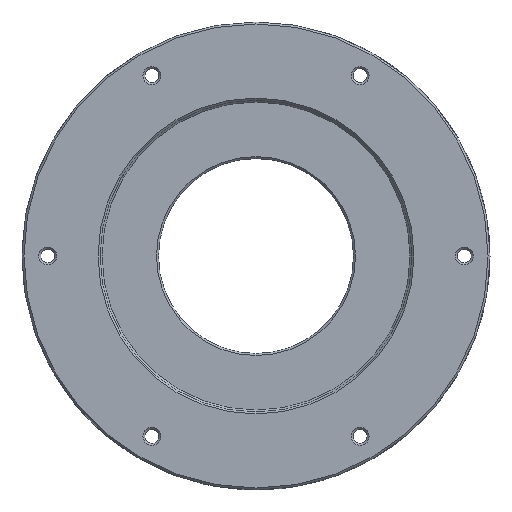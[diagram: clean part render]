
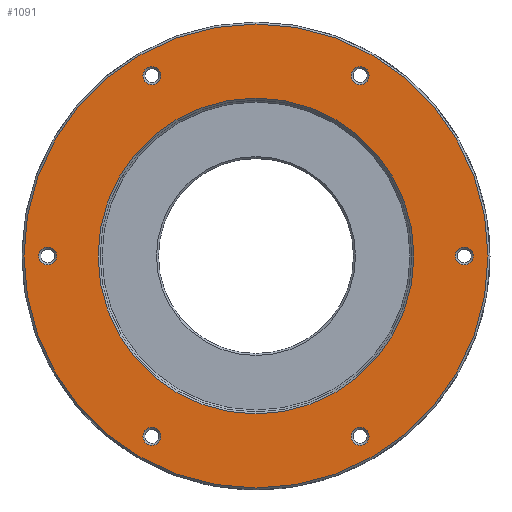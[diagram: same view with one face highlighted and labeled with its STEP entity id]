
A CAD part, top view. The second image highlights one B-rep face of the part: STEP entity #1091.
In plain terms, the highlighted planar face has unit normal (0, 0, 1).
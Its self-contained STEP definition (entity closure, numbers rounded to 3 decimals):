
#73=CIRCLE('',#1199,20.25);
#75=CIRCLE('',#1202,1.15);
#77=CIRCLE('',#1205,1.15);
#79=CIRCLE('',#1208,1.15);
#81=CIRCLE('',#1211,1.15);
#83=CIRCLE('',#1214,1.15);
#85=CIRCLE('',#1217,1.15);
#93=CIRCLE('',#1229,29.75);
#291=ORIENTED_EDGE('',*,*,#494,.T.);
#292=ORIENTED_EDGE('',*,*,#496,.T.);
#293=ORIENTED_EDGE('',*,*,#498,.T.);
#294=ORIENTED_EDGE('',*,*,#500,.T.);
#295=ORIENTED_EDGE('',*,*,#502,.T.);
#296=ORIENTED_EDGE('',*,*,#492,.T.);
#297=ORIENTED_EDGE('',*,*,#515,.T.);
#298=ORIENTED_EDGE('',*,*,#490,.T.);
#490=EDGE_CURVE('',#614,#614,#73,.T.);
#492=EDGE_CURVE('',#616,#616,#75,.T.);
#494=EDGE_CURVE('',#618,#618,#77,.T.);
#496=EDGE_CURVE('',#620,#620,#79,.T.);
#498=EDGE_CURVE('',#622,#622,#81,.T.);
#500=EDGE_CURVE('',#624,#624,#83,.T.);
#502=EDGE_CURVE('',#626,#626,#85,.T.);
#515=EDGE_CURVE('',#637,#637,#93,.F.);
#614=VERTEX_POINT('',#1794);
#616=VERTEX_POINT('',#1799);
#618=VERTEX_POINT('',#1804);
#620=VERTEX_POINT('',#1809);
#622=VERTEX_POINT('',#1814);
#624=VERTEX_POINT('',#1819);
#626=VERTEX_POINT('',#1824);
#637=VERTEX_POINT('',#1852);
#833=EDGE_LOOP('',(#291));
#834=EDGE_LOOP('',(#292));
#835=EDGE_LOOP('',(#293));
#836=EDGE_LOOP('',(#294));
#837=EDGE_LOOP('',(#295));
#838=EDGE_LOOP('',(#296));
#839=EDGE_LOOP('',(#297));
#840=EDGE_LOOP('',(#298));
#956=FACE_BOUND('',#833,.T.);
#957=FACE_BOUND('',#834,.T.);
#958=FACE_BOUND('',#835,.T.);
#959=FACE_BOUND('',#836,.T.);
#960=FACE_BOUND('',#837,.T.);
#961=FACE_BOUND('',#838,.T.);
#962=FACE_BOUND('',#839,.T.);
#963=FACE_BOUND('',#840,.T.);
#1035=PLANE('',#1228);
#1091=ADVANCED_FACE('',(#956,#957,#958,#959,#960,#961,#962,#963),#1035,
 .F.);
#1199=AXIS2_PLACEMENT_3D('',#1793,#1441,#1442);
#1202=AXIS2_PLACEMENT_3D('',#1798,#1447,#1448);
#1205=AXIS2_PLACEMENT_3D('',#1803,#1453,#1454);
#1208=AXIS2_PLACEMENT_3D('',#1808,#1459,#1460);
#1211=AXIS2_PLACEMENT_3D('',#1813,#1465,#1466);
#1214=AXIS2_PLACEMENT_3D('',#1818,#1471,#1472);
#1217=AXIS2_PLACEMENT_3D('',#1823,#1477,#1478);
#1228=AXIS2_PLACEMENT_3D('',#1850,#1504,#1505);
#1229=AXIS2_PLACEMENT_3D('',#1851,#1506,#1507);
#1441=DIRECTION('',(0.,0.,-1.));
#1442=DIRECTION('',(-1.,0.,0.));
#1447=DIRECTION('',(0.,0.,-1.));
#1448=DIRECTION('',(-1.,0.,0.));
#1453=DIRECTION('',(0.,0.,-1.));
#1454=DIRECTION('',(-0.5,0.866,0.));
#1459=DIRECTION('',(0.,0.,-1.));
#1460=DIRECTION('',(0.5,0.866,0.));
#1465=DIRECTION('',(0.,0.,-1.));
#1466=DIRECTION('',(1.,0.,0.));
#1471=DIRECTION('',(0.,0.,-1.));
#1472=DIRECTION('',(0.5,-0.866,0.));
#1477=DIRECTION('',(0.,0.,-1.));
#1478=DIRECTION('',(-0.5,-0.866,0.));
#1504=DIRECTION('',(0.,0.,-1.));
#1505=DIRECTION('',(-1.,0.,0.));
#1506=DIRECTION('',(0.,0.,-1.));
#1507=DIRECTION('',(-1.,0.,0.));
#1793=CARTESIAN_POINT('',(0.,0.,-4.5));
#1794=CARTESIAN_POINT('',(-20.25,0.,-4.5));
#1798=CARTESIAN_POINT('',(-26.7,0.,-4.5));
#1799=CARTESIAN_POINT('',(-27.85,0.,-4.5));
#1803=CARTESIAN_POINT('',(-13.35,23.123,-4.5));
#1804=CARTESIAN_POINT('',(-13.925,24.119,-4.5));
#1808=CARTESIAN_POINT('',(13.35,23.123,-4.5));
#1809=CARTESIAN_POINT('',(13.925,24.119,-4.5));
#1813=CARTESIAN_POINT('',(26.7,0.,-4.5));
#1814=CARTESIAN_POINT('',(27.85,0.,-4.5));
#1818=CARTESIAN_POINT('',(13.35,-23.123,-4.5));
#1819=CARTESIAN_POINT('',(13.925,-24.119,-4.5));
#1823=CARTESIAN_POINT('',(-13.35,-23.123,-4.5));
#1824=CARTESIAN_POINT('',(-13.925,-24.119,-4.5));
#1850=CARTESIAN_POINT('',(0.,0.,-4.5));
#1851=CARTESIAN_POINT('',(0.,0.,-4.5));
#1852=CARTESIAN_POINT('',(-29.75,0.,-4.5));
